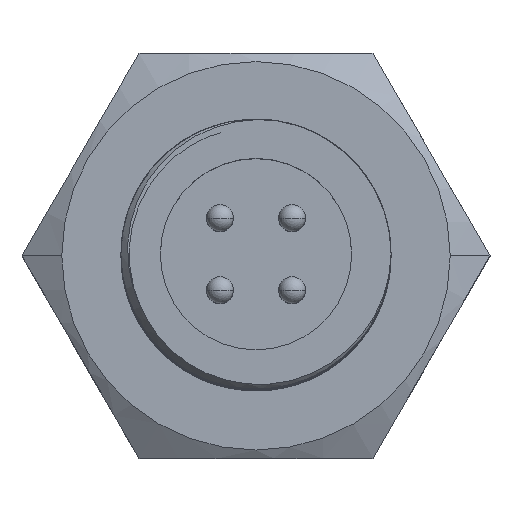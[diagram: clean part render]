
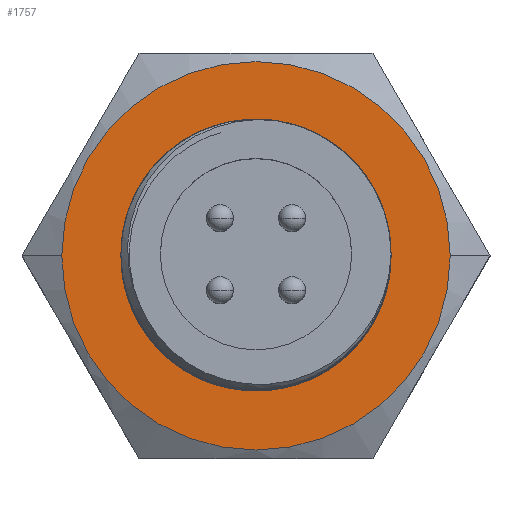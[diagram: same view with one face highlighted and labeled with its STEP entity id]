
A CAD part, top view. The second image highlights one B-rep face of the part: STEP entity #1757.
In plain terms, the highlighted planar face has unit normal (0, 0, 1).
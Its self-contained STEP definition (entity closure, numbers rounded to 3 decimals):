
#341=CARTESIAN_POINT('',(0.,0.,24.9));
#342=DIRECTION('',(0.,0.,1.));
#343=DIRECTION('',(1.,0.,0.));
#344=AXIS2_PLACEMENT_3D('',#341,#342,#343);
#346=CARTESIAN_POINT('',(0.,0.,24.9));
#347=DIRECTION('',(0.,0.,1.));
#348=DIRECTION('',(-1.,0.,0.));
#349=AXIS2_PLACEMENT_3D('',#346,#347,#348);
#351=CARTESIAN_POINT('',(0.,0.,24.9));
#352=DIRECTION('',(0.,0.,-1.));
#353=DIRECTION('',(-1.,0.,0.));
#354=AXIS2_PLACEMENT_3D('',#351,#352,#353);
#356=CARTESIAN_POINT('',(0.,0.,24.9));
#357=DIRECTION('',(0.,0.,-1.));
#358=DIRECTION('',(0.812,-0.584,0.));
#359=AXIS2_PLACEMENT_3D('',#356,#357,#358);
#361=CARTESIAN_POINT('',(-5.501,1.203,24.9));
#362=CARTESIAN_POINT('',(-5.571,0.918,24.9));
#363=CARTESIAN_POINT('',(-5.663,0.345,24.9));
#364=CARTESIAN_POINT('',(-5.669,-0.527,24.9));
#365=CARTESIAN_POINT('',(-5.539,-1.398,24.9));
#366=CARTESIAN_POINT('',(-5.283,-2.232,24.9));
#367=CARTESIAN_POINT('',(-4.898,-3.025,24.9));
#368=CARTESIAN_POINT('',(-4.396,-3.752,24.9));
#369=CARTESIAN_POINT('',(-3.794,-4.386,24.9));
#370=CARTESIAN_POINT('',(-3.091,-4.93,24.9));
#371=CARTESIAN_POINT('',(-2.325,-5.355,24.9));
#372=CARTESIAN_POINT('',(-1.489,-5.666,24.9));
#373=CARTESIAN_POINT('',(-0.626,-5.847,24.9));
#374=CARTESIAN_POINT('',(0.266,-5.894,24.9));
#375=CARTESIAN_POINT('',(1.152,-5.81,24.9));
#376=CARTESIAN_POINT('',(2.018,-5.589,24.9));
#377=CARTESIAN_POINT('',(2.838,-5.244,24.9));
#378=CARTESIAN_POINT('',(3.595,-4.779,24.9));
#379=CARTESIAN_POINT('',(4.288,-4.199,24.9));
#380=CARTESIAN_POINT('',(4.686,-3.748,24.9));
#381=CARTESIAN_POINT('',(4.87,-3.505,24.9));
#383=CARTESIAN_POINT('',(4.319,4.165,24.9));
#384=CARTESIAN_POINT('',(4.097,4.382,24.9));
#385=CARTESIAN_POINT('',(3.627,4.777,24.9));
#386=CARTESIAN_POINT('',(2.835,5.257,24.9));
#387=CARTESIAN_POINT('',(1.986,5.607,24.9));
#388=CARTESIAN_POINT('',(1.091,5.819,24.9));
#389=CARTESIAN_POINT('',(0.187,5.89,24.9));
#390=CARTESIAN_POINT('',(-0.711,5.823,24.9));
#391=CARTESIAN_POINT('',(-1.595,5.616,24.9));
#392=CARTESIAN_POINT('',(-2.423,5.283,24.9));
#393=CARTESIAN_POINT('',(-3.199,4.825,24.9));
#394=CARTESIAN_POINT('',(-3.878,4.263,24.9));
#395=CARTESIAN_POINT('',(-4.464,3.601,24.9));
#396=CARTESIAN_POINT('',(-4.936,2.868,24.9));
#397=CARTESIAN_POINT('',(-5.293,2.063,24.9));
#398=CARTESIAN_POINT('',(-5.447,1.496,24.9));
#399=CARTESIAN_POINT('',(-5.501,1.203,24.9));
#401=CARTESIAN_POINT('',(0.,0.,24.9));
#402=DIRECTION('',(0.,0.,-1.));
#403=DIRECTION('',(1.,0.,0.));
#404=AXIS2_PLACEMENT_3D('',#401,#402,#403);
#406=CARTESIAN_POINT('',(0.,0.,24.9));
#407=DIRECTION('',(0.,0.,-1.));
#408=DIRECTION('',(-1.,0.,0.));
#409=AXIS2_PLACEMENT_3D('',#406,#407,#408);
#1402=VERTEX_POINT('',#361);
#1403=VERTEX_POINT('',#381);
#1443=CARTESIAN_POINT('',(-6.,0.,24.9));
#1444=VERTEX_POINT('',#1443);
#1463=CARTESIAN_POINT('',(-5.383,0.,24.9));
#1464=CARTESIAN_POINT('',(5.383,0.,24.9));
#1465=VERTEX_POINT('',#1463);
#1466=VERTEX_POINT('',#1464);
#1478=CARTESIAN_POINT('',(-8.625,0.,24.9));
#1479=CARTESIAN_POINT('',(8.625,0.,24.9));
#1480=VERTEX_POINT('',#1478);
#1481=VERTEX_POINT('',#1479);
#1504=CARTESIAN_POINT('',(4.319,4.165,24.9));
#1505=VERTEX_POINT('',#1504);
#1731=CARTESIAN_POINT('',(5.196,-9.,24.9));
#1732=DIRECTION('',(0.,0.,1.));
#1733=DIRECTION('',(1.,0.,0.));
#1734=AXIS2_PLACEMENT_3D('',#1731,#1732,#1733);
#1735=PLANE('',#1734);
#1736=ORIENTED_EDGE('',*,*,#1717,.F.);
#1738=ORIENTED_EDGE('',*,*,#1737,.F.);
#1739=EDGE_LOOP('',(#1736,#1738));
#1740=FACE_OUTER_BOUND('',#1739,.F.);
#1742=ORIENTED_EDGE('',*,*,#1741,.F.);
#1744=ORIENTED_EDGE('',*,*,#1743,.F.);
#1746=ORIENTED_EDGE('',*,*,#1745,.F.);
#1748=ORIENTED_EDGE('',*,*,#1747,.F.);
#1749=EDGE_LOOP('',(#1742,#1744,#1746,#1748));
#1750=FACE_BOUND('',#1749,.F.);
#1752=ORIENTED_EDGE('',*,*,#1751,.F.);
#1754=ORIENTED_EDGE('',*,*,#1753,.F.);
#1755=EDGE_LOOP('',(#1752,#1754));
#1756=FACE_BOUND('',#1755,.F.);
#345=CIRCLE('',#344,8.625);
#350=CIRCLE('',#349,8.625);
#355=CIRCLE('',#354,6.);
#360=CIRCLE('',#359,6.);
#382=B_SPLINE_CURVE_WITH_KNOTS('',3,(#361,#362,#363,#364,#365,#366,#367,#368,
#369,#370,#371,#372,#373,#374,#375,#376,#377,#378,#379,#380,#381),.UNSPECIFIED.,
.F.,.F.,(4,1,1,1,1,1,1,1,1,1,1,1,1,1,1,1,1,1,4),(0.,0.056,
0.111,0.167,0.222,0.278,
0.333,0.389,0.444,0.5,0.556,
0.611,0.667,0.722,0.778,
0.833,0.889,0.944,1.),.UNSPECIFIED.);
#400=B_SPLINE_CURVE_WITH_KNOTS('',3,(#383,#384,#385,#386,#387,#388,#389,#390,
#391,#392,#393,#394,#395,#396,#397,#398,#399),.UNSPECIFIED.,.F.,.F.,(4,1,1,1,1,
1,1,1,1,1,1,1,1,1,4),(0.,0.071,0.143,
0.214,0.286,0.357,0.429,0.5,
0.571,0.643,0.714,0.786,
0.857,0.929,1.),.UNSPECIFIED.);
#405=CIRCLE('',#404,5.383);
#410=CIRCLE('',#409,5.383);
#1717=EDGE_CURVE('',#1481,#1480,#345,.T.);
#1737=EDGE_CURVE('',#1480,#1481,#350,.T.);
#1741=EDGE_CURVE('',#1444,#1505,#355,.T.);
#1743=EDGE_CURVE('',#1403,#1444,#360,.T.);
#1745=EDGE_CURVE('',#1402,#1403,#382,.T.);
#1747=EDGE_CURVE('',#1505,#1402,#400,.T.);
#1751=EDGE_CURVE('',#1466,#1465,#405,.T.);
#1753=EDGE_CURVE('',#1465,#1466,#410,.T.);
#1757=ADVANCED_FACE('',(#1740,#1750,#1756),#1735,.T.);
